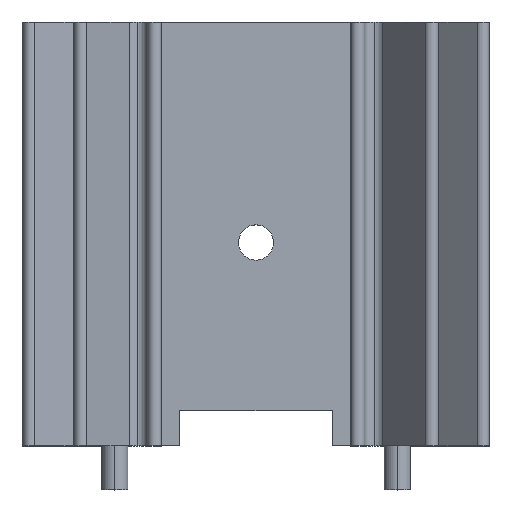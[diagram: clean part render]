
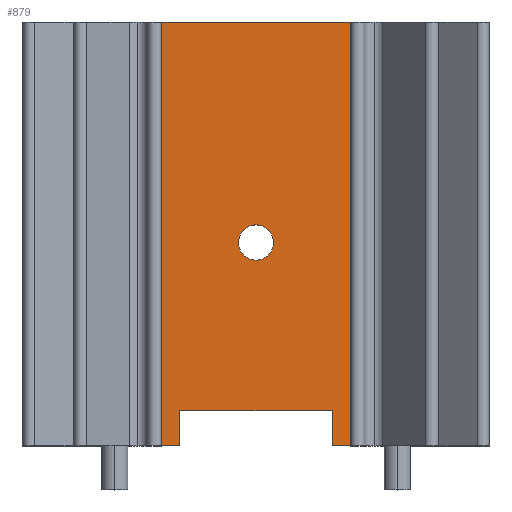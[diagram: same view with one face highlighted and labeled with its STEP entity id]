
A CAD part, top view. The second image highlights one B-rep face of the part: STEP entity #879.
In plain terms, the highlighted planar face has unit normal (0, 0, 1).
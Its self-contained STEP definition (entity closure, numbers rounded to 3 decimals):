
#115=VERTEX_POINT('NONE',#116);
#116=CARTESIAN_POINT('',(-1.585,18.29,0.787));
#122=EDGE_CURVE('NONE',#115,#123,#125,.F.);
#123=VERTEX_POINT('NONE',#124);
#124=CARTESIAN_POINT('',(1.585,18.29,0.787));
#125=CIRCLE('',#126,1.585);
#126=AXIS2_PLACEMENT_3D('',#127,#128,#129);
#127=CARTESIAN_POINT('',(0.0,18.29,0.787));
#128=DIRECTION('',(0.0,0.0,-1.0));
#129=DIRECTION('',(1.0,0.0,0.0));
#879=ADVANCED_FACE('NONE',(#880,#946),#956,.T.);
#880=FACE_BOUND('NONE',#881,.T.);
#881=EDGE_LOOP('',(#882,#892,#900,#908,#916,#924,#932,#940));
#882=ORIENTED_EDGE('',*,*,#883,.T.);
#883=EDGE_CURVE('NONE',#884,#886,#888,.T.);
#884=VERTEX_POINT('NONE',#885);
#885=CARTESIAN_POINT('',(-8.509,38.1,0.787));
#886=VERTEX_POINT('NONE',#887);
#887=CARTESIAN_POINT('',(-8.509,0.0,0.787));
#888=LINE('',#889,#890);
#889=CARTESIAN_POINT('',(-8.509,38.1,0.787));
#890=VECTOR('',#891,1.0);
#891=DIRECTION('',(0.0,-1.0,0.0));
#892=ORIENTED_EDGE('',*,*,#893,.T.);
#893=EDGE_CURVE('NONE',#886,#894,#896,.F.);
#894=VERTEX_POINT('NONE',#895);
#895=CARTESIAN_POINT('',(-6.858,0.0,0.787));
#896=LINE('',#897,#898);
#897=CARTESIAN_POINT('',(20.32,0.0,0.787));
#898=VECTOR('',#899,1.0);
#899=DIRECTION('',(-1.0,0.0,0.0));
#900=ORIENTED_EDGE('',*,*,#901,.T.);
#901=EDGE_CURVE('NONE',#894,#902,#904,.T.);
#902=VERTEX_POINT('NONE',#903);
#903=CARTESIAN_POINT('',(-6.858,3.175,0.787));
#904=LINE('',#905,#906);
#905=CARTESIAN_POINT('',(-6.858,38.1,0.787));
#906=VECTOR('',#907,1.0);
#907=DIRECTION('',(0.0,1.0,0.0));
#908=ORIENTED_EDGE('',*,*,#909,.T.);
#909=EDGE_CURVE('NONE',#902,#910,#912,.T.);
#910=VERTEX_POINT('NONE',#911);
#911=CARTESIAN_POINT('',(6.858,3.175,0.787));
#912=LINE('',#913,#914);
#913=CARTESIAN_POINT('',(8.509,3.175,0.787));
#914=VECTOR('',#915,1.0);
#915=DIRECTION('',(1.0,0.0,0.0));
#916=ORIENTED_EDGE('',*,*,#917,.T.);
#917=EDGE_CURVE('NONE',#910,#918,#920,.T.);
#918=VERTEX_POINT('NONE',#919);
#919=CARTESIAN_POINT('',(6.858,0.0,0.787));
#920=LINE('',#921,#922);
#921=CARTESIAN_POINT('',(6.858,38.1,0.787));
#922=VECTOR('',#923,1.0);
#923=DIRECTION('',(0.0,-1.0,0.0));
#924=ORIENTED_EDGE('',*,*,#925,.T.);
#925=EDGE_CURVE('NONE',#918,#926,#928,.F.);
#926=VERTEX_POINT('NONE',#927);
#927=CARTESIAN_POINT('',(8.509,0.0,0.787));
#928=LINE('',#929,#930);
#929=CARTESIAN_POINT('',(20.32,0.0,0.787));
#930=VECTOR('',#931,1.0);
#931=DIRECTION('',(-1.0,0.0,0.0));
#932=ORIENTED_EDGE('',*,*,#933,.T.);
#933=EDGE_CURVE('NONE',#926,#934,#936,.T.);
#934=VERTEX_POINT('NONE',#935);
#935=CARTESIAN_POINT('',(8.509,38.1,0.787));
#936=LINE('',#937,#938);
#937=CARTESIAN_POINT('',(8.509,38.1,0.787));
#938=VECTOR('',#939,1.0);
#939=DIRECTION('',(0.0,1.0,0.0));
#940=ORIENTED_EDGE('',*,*,#941,.T.);
#941=EDGE_CURVE('NONE',#934,#884,#942,.T.);
#942=LINE('',#943,#944);
#943=CARTESIAN_POINT('',(8.509,38.1,0.787));
#944=VECTOR('',#945,1.0);
#945=DIRECTION('',(-1.0,0.0,0.0));
#946=FACE_BOUND('NONE',#947,.T.);
#947=EDGE_LOOP('',(#948,#949));
#948=ORIENTED_EDGE('',*,*,#122,.F.);
#949=ORIENTED_EDGE('',*,*,#950,.T.);
#950=EDGE_CURVE('NONE',#115,#123,#951,.T.);
#951=CIRCLE('',#952,1.585);
#952=AXIS2_PLACEMENT_3D('',#953,#954,#955);
#953=CARTESIAN_POINT('',(0.0,18.29,0.787));
#954=DIRECTION('',(0.0,0.0,-1.0));
#955=DIRECTION('',(1.0,0.0,0.0));
#956=PLANE('',#957);
#957=AXIS2_PLACEMENT_3D('',#958,#959,#960);
#958=CARTESIAN_POINT('',(8.509,38.1,0.787));
#959=DIRECTION('',(0.0,0.0,1.0));
#960=DIRECTION('',(1.0,0.0,0.0));
